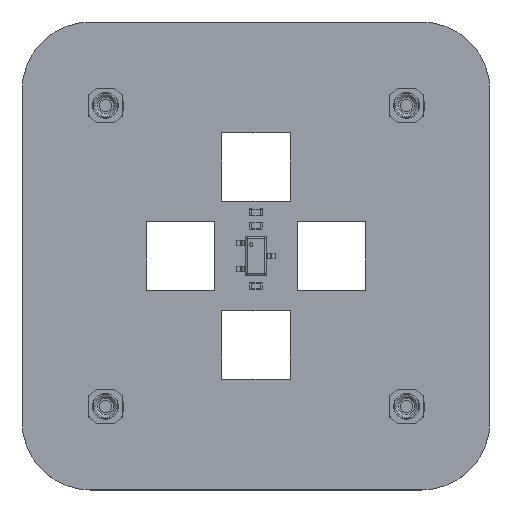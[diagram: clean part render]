
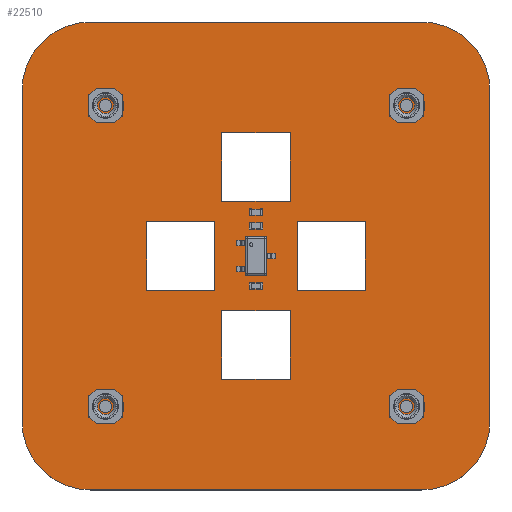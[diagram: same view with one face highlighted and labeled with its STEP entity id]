
A CAD part, top view. The second image highlights one B-rep face of the part: STEP entity #22510.
In plain terms, the highlighted planar face has unit normal (0, 0, 1).
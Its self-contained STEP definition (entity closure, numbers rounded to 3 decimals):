
#22181 = VERTEX_POINT('',#22182);
#22182 = CARTESIAN_POINT('',(12.1,17.1,1.6));
#22188 = EDGE_CURVE('',#22181,#22189,#22191,.T.);
#22189 = VERTEX_POINT('',#22190);
#22190 = CARTESIAN_POINT('',(17.1,12.1,1.6));
#22191 = CIRCLE('',#22192,5.);
#22192 = AXIS2_PLACEMENT_3D('',#22193,#22194,#22195);
#22193 = CARTESIAN_POINT('',(12.1,12.1,1.6));
#22194 = DIRECTION('',(0.,0.,-1.));
#22195 = DIRECTION('',(0.,1.,0.));
#22223 = VERTEX_POINT('',#22224);
#22224 = CARTESIAN_POINT('',(-12.1,17.1,1.6));
#22230 = EDGE_CURVE('',#22223,#22181,#22231,.T.);
#22231 = LINE('',#22232,#22233);
#22232 = CARTESIAN_POINT('',(-12.1,17.1,1.6));
#22233 = VECTOR('',#22234,1.);
#22234 = DIRECTION('',(1.,0.,0.));
#22252 = EDGE_CURVE('',#22189,#22253,#22255,.T.);
#22253 = VERTEX_POINT('',#22254);
#22254 = CARTESIAN_POINT('',(17.1,-12.1,1.6));
#22255 = LINE('',#22256,#22257);
#22256 = CARTESIAN_POINT('',(17.1,12.1,1.6));
#22257 = VECTOR('',#22258,1.);
#22258 = DIRECTION('',(0.,-1.,0.));
#22510 = ADVANCED_FACE('',(#22511,#22557,#22568,#22602,#22613,#22647,
    #22658,#22692,#22726),#22737,.T.);
#22511 = FACE_BOUND('',#22512,.T.);
#22512 = EDGE_LOOP('',(#22513,#22514,#22515,#22524,#22532,#22541,#22549,
    #22556));
#22513 = ORIENTED_EDGE('',*,*,#22188,.F.);
#22514 = ORIENTED_EDGE('',*,*,#22230,.F.);
#22515 = ORIENTED_EDGE('',*,*,#22516,.F.);
#22516 = EDGE_CURVE('',#22517,#22223,#22519,.T.);
#22517 = VERTEX_POINT('',#22518);
#22518 = CARTESIAN_POINT('',(-17.1,12.1,1.6));
#22519 = CIRCLE('',#22520,5.);
#22520 = AXIS2_PLACEMENT_3D('',#22521,#22522,#22523);
#22521 = CARTESIAN_POINT('',(-12.1,12.1,1.6));
#22522 = DIRECTION('',(0.,0.,-1.));
#22523 = DIRECTION('',(-1.,0.,-0.));
#22524 = ORIENTED_EDGE('',*,*,#22525,.F.);
#22525 = EDGE_CURVE('',#22526,#22517,#22528,.T.);
#22526 = VERTEX_POINT('',#22527);
#22527 = CARTESIAN_POINT('',(-17.1,-12.1,1.6));
#22528 = LINE('',#22529,#22530);
#22529 = CARTESIAN_POINT('',(-17.1,-12.1,1.6));
#22530 = VECTOR('',#22531,1.);
#22531 = DIRECTION('',(0.,1.,0.));
#22532 = ORIENTED_EDGE('',*,*,#22533,.F.);
#22533 = EDGE_CURVE('',#22534,#22526,#22536,.T.);
#22534 = VERTEX_POINT('',#22535);
#22535 = CARTESIAN_POINT('',(-12.1,-17.1,1.6));
#22536 = CIRCLE('',#22537,5.);
#22537 = AXIS2_PLACEMENT_3D('',#22538,#22539,#22540);
#22538 = CARTESIAN_POINT('',(-12.1,-12.1,1.6));
#22539 = DIRECTION('',(0.,0.,-1.));
#22540 = DIRECTION('',(0.,-1.,0.));
#22541 = ORIENTED_EDGE('',*,*,#22542,.F.);
#22542 = EDGE_CURVE('',#22543,#22534,#22545,.T.);
#22543 = VERTEX_POINT('',#22544);
#22544 = CARTESIAN_POINT('',(12.1,-17.1,1.6));
#22545 = LINE('',#22546,#22547);
#22546 = CARTESIAN_POINT('',(12.1,-17.1,1.6));
#22547 = VECTOR('',#22548,1.);
#22548 = DIRECTION('',(-1.,0.,0.));
#22549 = ORIENTED_EDGE('',*,*,#22550,.F.);
#22550 = EDGE_CURVE('',#22253,#22543,#22551,.T.);
#22551 = CIRCLE('',#22552,5.);
#22552 = AXIS2_PLACEMENT_3D('',#22553,#22554,#22555);
#22553 = CARTESIAN_POINT('',(12.1,-12.1,1.6));
#22554 = DIRECTION('',(0.,0.,-1.));
#22555 = DIRECTION('',(1.,0.,0.));
#22556 = ORIENTED_EDGE('',*,*,#22252,.F.);
#22557 = FACE_BOUND('',#22558,.T.);
#22558 = EDGE_LOOP('',(#22559));
#22559 = ORIENTED_EDGE('',*,*,#22560,.T.);
#22560 = EDGE_CURVE('',#22561,#22561,#22563,.T.);
#22561 = VERTEX_POINT('',#22562);
#22562 = CARTESIAN_POINT('',(-11.,-11.457,1.6));
#22563 = CIRCLE('',#22564,0.457);
#22564 = AXIS2_PLACEMENT_3D('',#22565,#22566,#22567);
#22565 = CARTESIAN_POINT('',(-11.,-11.,1.6));
#22566 = DIRECTION('',(-0.,0.,-1.));
#22567 = DIRECTION('',(-0.,-1.,0.));
#22568 = FACE_BOUND('',#22569,.T.);
#22569 = EDGE_LOOP('',(#22570,#22580,#22588,#22596));
#22570 = ORIENTED_EDGE('',*,*,#22571,.F.);
#22571 = EDGE_CURVE('',#22572,#22574,#22576,.T.);
#22572 = VERTEX_POINT('',#22573);
#22573 = CARTESIAN_POINT('',(-2.5,-9.,1.6));
#22574 = VERTEX_POINT('',#22575);
#22575 = CARTESIAN_POINT('',(2.5,-9.,1.6));
#22576 = LINE('',#22577,#22578);
#22577 = CARTESIAN_POINT('',(-2.5,-9.,1.6));
#22578 = VECTOR('',#22579,1.);
#22579 = DIRECTION('',(1.,0.,0.));
#22580 = ORIENTED_EDGE('',*,*,#22581,.F.);
#22581 = EDGE_CURVE('',#22582,#22572,#22584,.T.);
#22582 = VERTEX_POINT('',#22583);
#22583 = CARTESIAN_POINT('',(-2.5,-4.,1.6));
#22584 = LINE('',#22585,#22586);
#22585 = CARTESIAN_POINT('',(-2.5,-4.,1.6));
#22586 = VECTOR('',#22587,1.);
#22587 = DIRECTION('',(0.,-1.,0.));
#22588 = ORIENTED_EDGE('',*,*,#22589,.F.);
#22589 = EDGE_CURVE('',#22590,#22582,#22592,.T.);
#22590 = VERTEX_POINT('',#22591);
#22591 = CARTESIAN_POINT('',(2.5,-4.,1.6));
#22592 = LINE('',#22593,#22594);
#22593 = CARTESIAN_POINT('',(2.5,-4.,1.6));
#22594 = VECTOR('',#22595,1.);
#22595 = DIRECTION('',(-1.,0.,0.));
#22596 = ORIENTED_EDGE('',*,*,#22597,.F.);
#22597 = EDGE_CURVE('',#22574,#22590,#22598,.T.);
#22598 = LINE('',#22599,#22600);
#22599 = CARTESIAN_POINT('',(2.5,-9.,1.6));
#22600 = VECTOR('',#22601,1.);
#22601 = DIRECTION('',(0.,1.,0.));
#22602 = FACE_BOUND('',#22603,.T.);
#22603 = EDGE_LOOP('',(#22604));
#22604 = ORIENTED_EDGE('',*,*,#22605,.T.);
#22605 = EDGE_CURVE('',#22606,#22606,#22608,.T.);
#22606 = VERTEX_POINT('',#22607);
#22607 = CARTESIAN_POINT('',(11.,-11.457,1.6));
#22608 = CIRCLE('',#22609,0.457);
#22609 = AXIS2_PLACEMENT_3D('',#22610,#22611,#22612);
#22610 = CARTESIAN_POINT('',(11.,-11.,1.6));
#22611 = DIRECTION('',(-0.,0.,-1.));
#22612 = DIRECTION('',(-0.,-1.,0.));
#22613 = FACE_BOUND('',#22614,.T.);
#22614 = EDGE_LOOP('',(#22615,#22625,#22633,#22641));
#22615 = ORIENTED_EDGE('',*,*,#22616,.F.);
#22616 = EDGE_CURVE('',#22617,#22619,#22621,.T.);
#22617 = VERTEX_POINT('',#22618);
#22618 = CARTESIAN_POINT('',(-8.,-2.5,1.6));
#22619 = VERTEX_POINT('',#22620);
#22620 = CARTESIAN_POINT('',(-3.,-2.5,1.6));
#22621 = LINE('',#22622,#22623);
#22622 = CARTESIAN_POINT('',(-8.,-2.5,1.6));
#22623 = VECTOR('',#22624,1.);
#22624 = DIRECTION('',(1.,0.,0.));
#22625 = ORIENTED_EDGE('',*,*,#22626,.F.);
#22626 = EDGE_CURVE('',#22627,#22617,#22629,.T.);
#22627 = VERTEX_POINT('',#22628);
#22628 = CARTESIAN_POINT('',(-8.,2.5,1.6));
#22629 = LINE('',#22630,#22631);
#22630 = CARTESIAN_POINT('',(-8.,2.5,1.6));
#22631 = VECTOR('',#22632,1.);
#22632 = DIRECTION('',(0.,-1.,0.));
#22633 = ORIENTED_EDGE('',*,*,#22634,.F.);
#22634 = EDGE_CURVE('',#22635,#22627,#22637,.T.);
#22635 = VERTEX_POINT('',#22636);
#22636 = CARTESIAN_POINT('',(-3.,2.5,1.6));
#22637 = LINE('',#22638,#22639);
#22638 = CARTESIAN_POINT('',(-3.,2.5,1.6));
#22639 = VECTOR('',#22640,1.);
#22640 = DIRECTION('',(-1.,0.,0.));
#22641 = ORIENTED_EDGE('',*,*,#22642,.F.);
#22642 = EDGE_CURVE('',#22619,#22635,#22643,.T.);
#22643 = LINE('',#22644,#22645);
#22644 = CARTESIAN_POINT('',(-3.,-2.5,1.6));
#22645 = VECTOR('',#22646,1.);
#22646 = DIRECTION('',(0.,1.,0.));
#22647 = FACE_BOUND('',#22648,.T.);
#22648 = EDGE_LOOP('',(#22649));
#22649 = ORIENTED_EDGE('',*,*,#22650,.T.);
#22650 = EDGE_CURVE('',#22651,#22651,#22653,.T.);
#22651 = VERTEX_POINT('',#22652);
#22652 = CARTESIAN_POINT('',(-11.,10.543,1.6));
#22653 = CIRCLE('',#22654,0.457);
#22654 = AXIS2_PLACEMENT_3D('',#22655,#22656,#22657);
#22655 = CARTESIAN_POINT('',(-11.,11.,1.6));
#22656 = DIRECTION('',(-0.,0.,-1.));
#22657 = DIRECTION('',(-0.,-1.,0.));
#22658 = FACE_BOUND('',#22659,.T.);
#22659 = EDGE_LOOP('',(#22660,#22670,#22678,#22686));
#22660 = ORIENTED_EDGE('',*,*,#22661,.F.);
#22661 = EDGE_CURVE('',#22662,#22664,#22666,.T.);
#22662 = VERTEX_POINT('',#22663);
#22663 = CARTESIAN_POINT('',(3.,-2.5,1.6));
#22664 = VERTEX_POINT('',#22665);
#22665 = CARTESIAN_POINT('',(8.,-2.5,1.6));
#22666 = LINE('',#22667,#22668);
#22667 = CARTESIAN_POINT('',(3.,-2.5,1.6));
#22668 = VECTOR('',#22669,1.);
#22669 = DIRECTION('',(1.,0.,0.));
#22670 = ORIENTED_EDGE('',*,*,#22671,.F.);
#22671 = EDGE_CURVE('',#22672,#22662,#22674,.T.);
#22672 = VERTEX_POINT('',#22673);
#22673 = CARTESIAN_POINT('',(3.,2.5,1.6));
#22674 = LINE('',#22675,#22676);
#22675 = CARTESIAN_POINT('',(3.,2.5,1.6));
#22676 = VECTOR('',#22677,1.);
#22677 = DIRECTION('',(0.,-1.,0.));
#22678 = ORIENTED_EDGE('',*,*,#22679,.F.);
#22679 = EDGE_CURVE('',#22680,#22672,#22682,.T.);
#22680 = VERTEX_POINT('',#22681);
#22681 = CARTESIAN_POINT('',(8.,2.5,1.6));
#22682 = LINE('',#22683,#22684);
#22683 = CARTESIAN_POINT('',(8.,2.5,1.6));
#22684 = VECTOR('',#22685,1.);
#22685 = DIRECTION('',(-1.,0.,0.));
#22686 = ORIENTED_EDGE('',*,*,#22687,.F.);
#22687 = EDGE_CURVE('',#22664,#22680,#22688,.T.);
#22688 = LINE('',#22689,#22690);
#22689 = CARTESIAN_POINT('',(8.,-2.5,1.6));
#22690 = VECTOR('',#22691,1.);
#22691 = DIRECTION('',(0.,1.,0.));
#22692 = FACE_BOUND('',#22693,.T.);
#22693 = EDGE_LOOP('',(#22694,#22704,#22712,#22720));
#22694 = ORIENTED_EDGE('',*,*,#22695,.F.);
#22695 = EDGE_CURVE('',#22696,#22698,#22700,.T.);
#22696 = VERTEX_POINT('',#22697);
#22697 = CARTESIAN_POINT('',(-2.5,4.,1.6));
#22698 = VERTEX_POINT('',#22699);
#22699 = CARTESIAN_POINT('',(2.5,4.,1.6));
#22700 = LINE('',#22701,#22702);
#22701 = CARTESIAN_POINT('',(-2.5,4.,1.6));
#22702 = VECTOR('',#22703,1.);
#22703 = DIRECTION('',(1.,0.,0.));
#22704 = ORIENTED_EDGE('',*,*,#22705,.F.);
#22705 = EDGE_CURVE('',#22706,#22696,#22708,.T.);
#22706 = VERTEX_POINT('',#22707);
#22707 = CARTESIAN_POINT('',(-2.5,9.,1.6));
#22708 = LINE('',#22709,#22710);
#22709 = CARTESIAN_POINT('',(-2.5,9.,1.6));
#22710 = VECTOR('',#22711,1.);
#22711 = DIRECTION('',(0.,-1.,0.));
#22712 = ORIENTED_EDGE('',*,*,#22713,.F.);
#22713 = EDGE_CURVE('',#22714,#22706,#22716,.T.);
#22714 = VERTEX_POINT('',#22715);
#22715 = CARTESIAN_POINT('',(2.5,9.,1.6));
#22716 = LINE('',#22717,#22718);
#22717 = CARTESIAN_POINT('',(2.5,9.,1.6));
#22718 = VECTOR('',#22719,1.);
#22719 = DIRECTION('',(-1.,0.,0.));
#22720 = ORIENTED_EDGE('',*,*,#22721,.F.);
#22721 = EDGE_CURVE('',#22698,#22714,#22722,.T.);
#22722 = LINE('',#22723,#22724);
#22723 = CARTESIAN_POINT('',(2.5,4.,1.6));
#22724 = VECTOR('',#22725,1.);
#22725 = DIRECTION('',(0.,1.,0.));
#22726 = FACE_BOUND('',#22727,.T.);
#22727 = EDGE_LOOP('',(#22728));
#22728 = ORIENTED_EDGE('',*,*,#22729,.T.);
#22729 = EDGE_CURVE('',#22730,#22730,#22732,.T.);
#22730 = VERTEX_POINT('',#22731);
#22731 = CARTESIAN_POINT('',(11.,10.543,1.6));
#22732 = CIRCLE('',#22733,0.457);
#22733 = AXIS2_PLACEMENT_3D('',#22734,#22735,#22736);
#22734 = CARTESIAN_POINT('',(11.,11.,1.6));
#22735 = DIRECTION('',(-0.,0.,-1.));
#22736 = DIRECTION('',(-0.,-1.,0.));
#22737 = PLANE('',#22738);
#22738 = AXIS2_PLACEMENT_3D('',#22739,#22740,#22741);
#22739 = CARTESIAN_POINT('',(0.,0.,1.6));
#22740 = DIRECTION('',(0.,0.,1.));
#22741 = DIRECTION('',(1.,0.,-0.));
